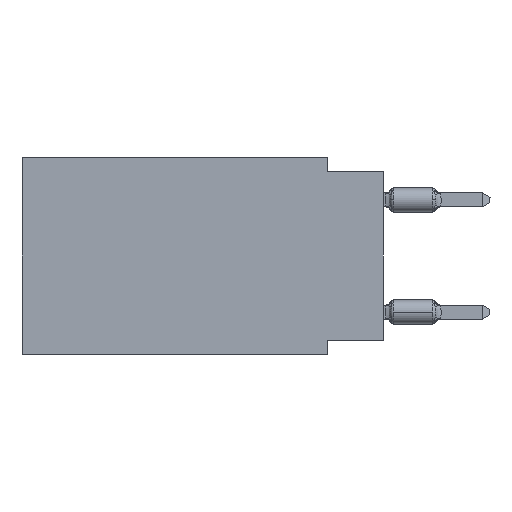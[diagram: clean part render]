
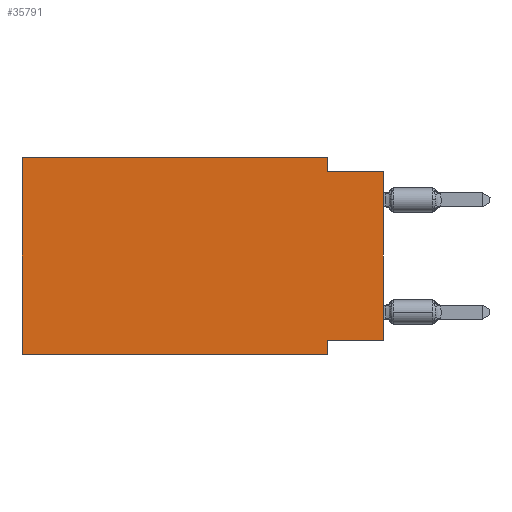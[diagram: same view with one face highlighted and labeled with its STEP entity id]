
A CAD part, left-side view. The second image highlights one B-rep face of the part: STEP entity #35791.
In plain terms, the highlighted planar face has unit normal (-1, 0, 0).
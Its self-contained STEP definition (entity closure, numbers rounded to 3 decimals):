
#1150 = CARTESIAN_POINT ( 'NONE',  ( 0., 0., -0.635 ) ) ;
#2252 = LINE ( 'NONE', #15969, #31743 ) ;
#2270 = CARTESIAN_POINT ( 'NONE',  ( 0., 16.383, 0. ) ) ;
#2775 = EDGE_CURVE ( 'NONE', #43098, #16977, #2252, .T. ) ;
#2981 = CARTESIAN_POINT ( 'NONE',  ( 0., 16.383, 0. ) ) ;
#3410 = VECTOR ( 'NONE', #32387, 1000. ) ;
#3662 = LINE ( 'NONE', #4330, #43856 ) ;
#4035 = ORIENTED_EDGE ( 'NONE', *, *, #35579, .F. ) ;
#4330 = CARTESIAN_POINT ( 'NONE',  ( 0., 2.54, 0. ) ) ;
#4409 = ORIENTED_EDGE ( 'NONE', *, *, #41084, .T. ) ;
#4617 = VECTOR ( 'NONE', #6274, 1000. ) ;
#4875 = VERTEX_POINT ( 'NONE', #11391 ) ;
#5005 = FACE_OUTER_BOUND ( 'NONE', #20110, .T. ) ;
#6274 = DIRECTION ( 'NONE',  ( 0., 1., 0. ) ) ;
#6835 = EDGE_CURVE ( 'NONE', #35666, #18330, #25203, .T. ) ;
#6986 = LINE ( 'NONE', #10360, #29513 ) ;
#7469 = CARTESIAN_POINT ( 'NONE',  ( 0., 2.54, -0.635 ) ) ;
#7645 = DIRECTION ( 'NONE',  ( 0., 0., 1. ) ) ;
#8370 = VECTOR ( 'NONE', #39675, 1000. ) ;
#8375 = DIRECTION ( 'NONE',  ( 1., 0., 0. ) ) ;
#8423 = ORIENTED_EDGE ( 'NONE', *, *, #35973, .T. ) ;
#9222 = CARTESIAN_POINT ( 'NONE',  ( 0., 2.54, -8.89 ) ) ;
#10360 = CARTESIAN_POINT ( 'NONE',  ( 0., 0., 0. ) ) ;
#11391 = CARTESIAN_POINT ( 'NONE',  ( 0., 0., -8.255 ) ) ;
#11847 = ORIENTED_EDGE ( 'NONE', *, *, #15220, .F. ) ;
#13451 = DIRECTION ( 'NONE',  ( 0., -1., 0. ) ) ;
#14552 = VERTEX_POINT ( 'NONE', #20852 ) ;
#15220 = EDGE_CURVE ( 'NONE', #4875, #14552, #19289, .T. ) ;
#15861 = AXIS2_PLACEMENT_3D ( 'NONE', #2270, #8375, #39587 ) ;
#15969 = CARTESIAN_POINT ( 'NONE',  ( 0., 16.383, 0. ) ) ;
#16977 = VERTEX_POINT ( 'NONE', #22141 ) ;
#18330 = VERTEX_POINT ( 'NONE', #42406 ) ;
#19289 = LINE ( 'NONE', #19498, #4617 ) ;
#19498 = CARTESIAN_POINT ( 'NONE',  ( 0., 0., -8.255 ) ) ;
#19938 = ORIENTED_EDGE ( 'NONE', *, *, #40690, .F. ) ;
#20110 = EDGE_LOOP ( 'NONE', ( #8423, #36305, #4035, #37961, #30143, #4409, #19938, #11847 ) ) ;
#20369 = CARTESIAN_POINT ( 'NONE',  ( 0., 16.383, 0. ) ) ;
#20852 = CARTESIAN_POINT ( 'NONE',  ( 0., 2.54, -8.255 ) ) ;
#22141 = CARTESIAN_POINT ( 'NONE',  ( 0., 2.54, 0. ) ) ;
#23985 = VECTOR ( 'NONE', #26800, 1000. ) ;
#24203 = VERTEX_POINT ( 'NONE', #9222 ) ;
#25203 = LINE ( 'NONE', #1150, #3410 ) ;
#25972 = CARTESIAN_POINT ( 'NONE',  ( 0., 2.54, -8.89 ) ) ;
#26800 = DIRECTION ( 'NONE',  ( 0., -1., 0. ) ) ;
#28136 = DIRECTION ( 'NONE',  ( 0., 0., -1. ) ) ;
#29513 = VECTOR ( 'NONE', #7645, 1000. ) ;
#30143 = ORIENTED_EDGE ( 'NONE', *, *, #42455, .F. ) ;
#31049 = LINE ( 'NONE', #37804, #23985 ) ;
#31261 = VECTOR ( 'NONE', #31284, 1000. ) ;
#31284 = DIRECTION ( 'NONE',  ( 0., 0., 1. ) ) ;
#31743 = VECTOR ( 'NONE', #13451, 1000. ) ;
#31913 = CARTESIAN_POINT ( 'NONE',  ( 0., 16.383, -8.89 ) ) ;
#32387 = DIRECTION ( 'NONE',  ( 0., -1., 0. ) ) ;
#35579 = EDGE_CURVE ( 'NONE', #16977, #35666, #3662, .T. ) ;
#35666 = VERTEX_POINT ( 'NONE', #7469 ) ;
#35791 = ADVANCED_FACE ( 'NONE', ( #5005 ), #43392, .F. ) ;
#35934 = VERTEX_POINT ( 'NONE', #31913 ) ;
#35973 = EDGE_CURVE ( 'NONE', #4875, #18330, #6986, .T. ) ;
#36305 = ORIENTED_EDGE ( 'NONE', *, *, #6835, .F. ) ;
#37161 = LINE ( 'NONE', #2981, #31261 ) ;
#37804 = CARTESIAN_POINT ( 'NONE',  ( 0., 16.383, -8.89 ) ) ;
#37961 = ORIENTED_EDGE ( 'NONE', *, *, #2775, .F. ) ;
#39587 = DIRECTION ( 'NONE',  ( 0., 0., -1. ) ) ;
#39675 = DIRECTION ( 'NONE',  ( 0., 0., -1. ) ) ;
#39896 = LINE ( 'NONE', #25972, #8370 ) ;
#40690 = EDGE_CURVE ( 'NONE', #14552, #24203, #39896, .T. ) ;
#41084 = EDGE_CURVE ( 'NONE', #35934, #24203, #31049, .T. ) ;
#42406 = CARTESIAN_POINT ( 'NONE',  ( 0., 0., -0.635 ) ) ;
#42455 = EDGE_CURVE ( 'NONE', #35934, #43098, #37161, .T. ) ;
#43098 = VERTEX_POINT ( 'NONE', #20369 ) ;
#43392 = PLANE ( 'NONE',  #15861 ) ;
#43856 = VECTOR ( 'NONE', #28136, 1000. ) ;
